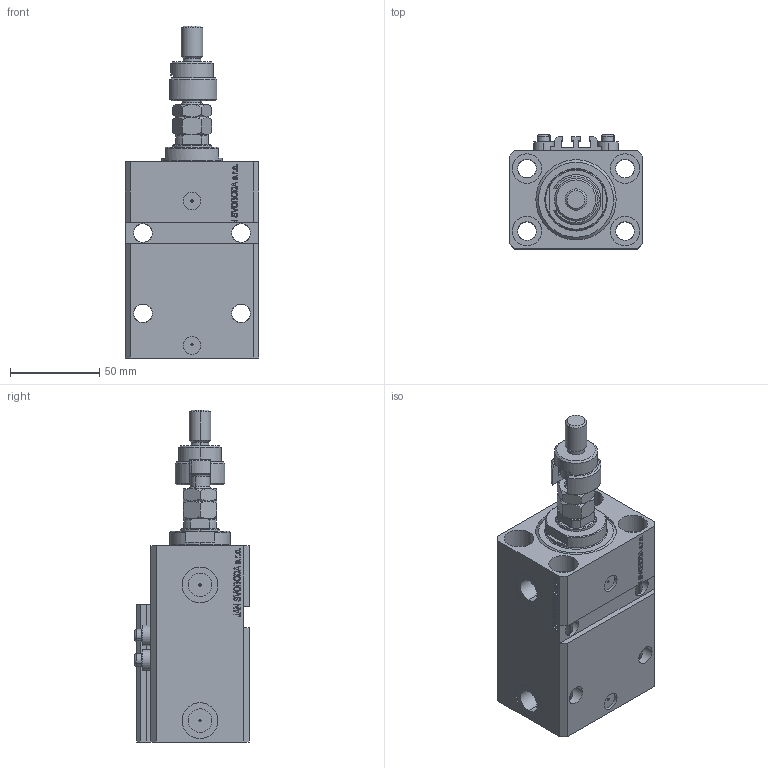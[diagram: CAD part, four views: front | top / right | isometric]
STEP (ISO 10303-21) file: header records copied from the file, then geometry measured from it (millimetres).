
FILE_DESCRIPTION (( 'STEP AP203' ), '1' );
FILE_NAME ('0fd0.STEP', '2024-02-27T10:37:31', ( '' ), ( '' ), 'SwSTEP 2.0', 'SolidWorks 2019', '' );
FILE_SCHEMA (( 'CONFIG_CONTROL_DESIGN' ));
Length unit declared in the file: millimetre
Products named in the file (8): V250CE_C_VCP cd3a177877d3ee41937d3dbd9867ddf0; DFA cd3a177877d3ee41937d3dbd9867ddf0; ALLEN BOLT V250CE cd3a177877d3ee41937d3dbd9867ddf0; V250CE_E_Body cd3a177877d3ee41937d3dbd9867ddf0; 0fd0; MFA cd3a177877d3ee41937d3dbd9867ddf0; V250CE_VC_E cd3a177877d3ee41937d3dbd9867ddf0; FEMALE_PART_FOR_DFA cd3a177877d3ee41937d3dbd9867ddf0
Assembly tree (10 placements, depth 3):
  0fd0
    V250CE_E_Body cd3a177877d3ee41937d3dbd9867ddf0
    ALLEN BOLT V250CE cd3a177877d3ee41937d3dbd9867ddf0  x4
    V250CE_C_VCP cd3a177877d3ee41937d3dbd9867ddf0
    V250CE_VC_E cd3a177877d3ee41937d3dbd9867ddf0
    DFA cd3a177877d3ee41937d3dbd9867ddf0
      FEMALE_PART_FOR_DFA cd3a177877d3ee41937d3dbd9867ddf0
      MFA cd3a177877d3ee41937d3dbd9867ddf0
Bounding box: 75 x 64 x 186 mm (x, y, z)
Volume: 399217.8 mm3; surface area: 102763.7 mm2
Topology: 10 solids, 10 shells, 1169 faces, 2888 edges, 1847 vertices
Faces by surface type: plane 542, bspline 354, cylinder 159, cone 96, torus 18
Entity records: 50151 total; most frequent: CARTESIAN_POINT 25539, ORIENTED_EDGE 5466, DIRECTION 3725, EDGE_CURVE 2733, VERTEX_POINT 1763, LINE 1599, VECTOR 1599, EDGE_LOOP 1232
